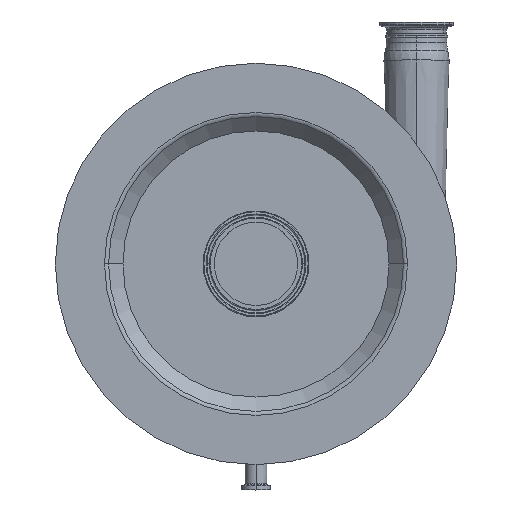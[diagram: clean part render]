
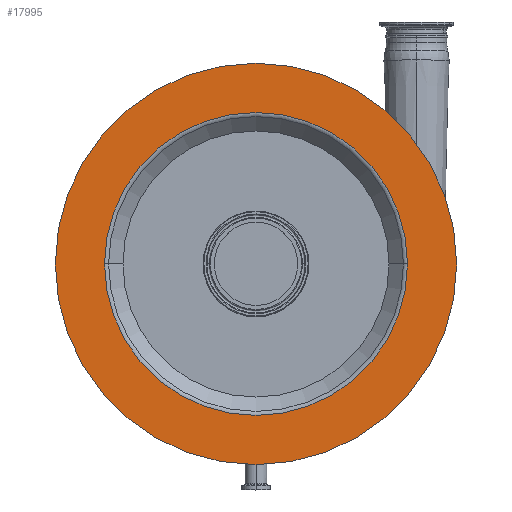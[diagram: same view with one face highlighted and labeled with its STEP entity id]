
A CAD part, top view. The second image highlights one B-rep face of the part: STEP entity #17995.
In plain terms, the highlighted planar face has unit normal (0, 0, 1).
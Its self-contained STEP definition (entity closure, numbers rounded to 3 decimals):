
#154 = CARTESIAN_POINT ( 'NONE',  ( 132.071, 0., 67. ) ) ;
#286 = FACE_OUTER_BOUND ( 'NONE', #16001, .T. ) ;
#298 = CIRCLE ( 'NONE', #14558, 175. ) ;
#1152 = CARTESIAN_POINT ( 'NONE',  ( 0., 0., 67. ) ) ;
#1341 = ORIENTED_EDGE ( 'NONE', *, *, #9586, .F. ) ;
#2052 = VERTEX_POINT ( 'NONE', #4770 ) ;
#2082 = AXIS2_PLACEMENT_3D ( 'NONE', #17296, #18885, #14310 ) ;
#2770 = ORIENTED_EDGE ( 'NONE', *, *, #14427, .F. ) ;
#3156 = DIRECTION ( 'NONE',  ( 0., 0., -1. ) ) ;
#3477 = CARTESIAN_POINT ( 'NONE',  ( 0., 175., 67. ) ) ;
#3585 = FACE_BOUND ( 'NONE', #5800, .T. ) ;
#4357 = DIRECTION ( 'NONE',  ( -1., 0., 0. ) ) ;
#4370 = ORIENTED_EDGE ( 'NONE', *, *, #20579, .T. ) ;
#4657 = CARTESIAN_POINT ( 'NONE',  ( -175., 0., 67. ) ) ;
#4770 = CARTESIAN_POINT ( 'NONE',  ( 175., 0., 67. ) ) ;
#5800 = EDGE_LOOP ( 'NONE', ( #15783, #4370 ) ) ;
#6081 = CIRCLE ( 'NONE', #17679, 132.071 ) ;
#6583 = DIRECTION ( 'NONE',  ( -1., 0., 0. ) ) ;
#6962 = DIRECTION ( 'NONE',  ( 0., 0., -1. ) ) ;
#8238 = CARTESIAN_POINT ( 'NONE',  ( 0., 0., 67. ) ) ;
#9220 = VERTEX_POINT ( 'NONE', #19905 ) ;
#9586 = EDGE_CURVE ( 'NONE', #13728, #2052, #9829, .T. ) ;
#9829 = CIRCLE ( 'NONE', #15163, 175. ) ;
#9876 = DIRECTION ( 'NONE',  ( -1., 0., 0. ) ) ;
#9919 = DIRECTION ( 'NONE',  ( 0., 0., -1. ) ) ;
#10948 = VERTEX_POINT ( 'NONE', #154 ) ;
#10974 = AXIS2_PLACEMENT_3D ( 'NONE', #3477, #9919, #16139 ) ;
#13041 = CIRCLE ( 'NONE', #2082, 132.071 ) ;
#13728 = VERTEX_POINT ( 'NONE', #4657 ) ;
#13849 = DIRECTION ( 'NONE',  ( 0., 0., -1. ) ) ;
#14310 = DIRECTION ( 'NONE',  ( -1., 0., 0. ) ) ;
#14427 = EDGE_CURVE ( 'NONE', #2052, #13728, #298, .T. ) ;
#14558 = AXIS2_PLACEMENT_3D ( 'NONE', #8238, #3156, #6583 ) ;
#14575 = CARTESIAN_POINT ( 'NONE',  ( 0., 0., 67. ) ) ;
#14616 = PLANE ( 'NONE',  #10974 ) ;
#15163 = AXIS2_PLACEMENT_3D ( 'NONE', #1152, #13849, #4357 ) ;
#15783 = ORIENTED_EDGE ( 'NONE', *, *, #16967, .T. ) ;
#16001 = EDGE_LOOP ( 'NONE', ( #1341, #2770 ) ) ;
#16139 = DIRECTION ( 'NONE',  ( -1., 0., 0. ) ) ;
#16967 = EDGE_CURVE ( 'NONE', #9220, #10948, #13041, .T. ) ;
#17296 = CARTESIAN_POINT ( 'NONE',  ( 0., 0., 67. ) ) ;
#17679 = AXIS2_PLACEMENT_3D ( 'NONE', #14575, #6962, #9876 ) ;
#17995 = ADVANCED_FACE ( 'NONE', ( #3585, #286 ), #14616, .F. ) ;
#18885 = DIRECTION ( 'NONE',  ( 0., 0., -1. ) ) ;
#19905 = CARTESIAN_POINT ( 'NONE',  ( -132.071, 0., 67. ) ) ;
#20579 = EDGE_CURVE ( 'NONE', #10948, #9220, #6081, .T. ) ;
